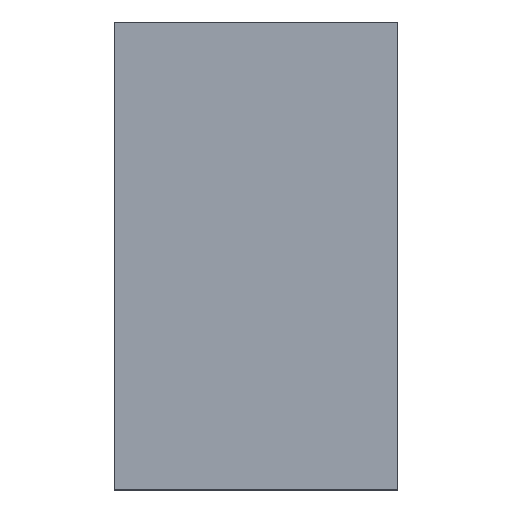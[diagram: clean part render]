
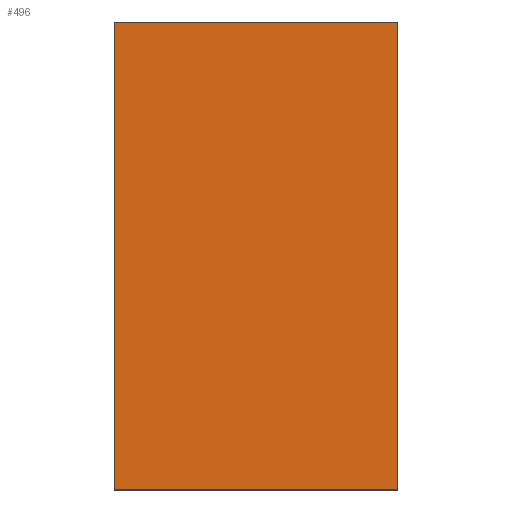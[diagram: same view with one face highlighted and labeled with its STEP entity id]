
A CAD part, left-side view. The second image highlights one B-rep face of the part: STEP entity #496.
In plain terms, the highlighted planar face has unit normal (-1, 0, 0).
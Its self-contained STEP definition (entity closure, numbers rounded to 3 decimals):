
#202=CARTESIAN_POINT('',(-13.0,-2.,6.6));
#203=VERTEX_POINT('',#202);
#228=CARTESIAN_POINT('',(-13.0,2.,6.6));
#229=VERTEX_POINT('',#228);
#236=CARTESIAN_POINT('',(-13.0,2.,6.6));
#237=DIRECTION('',(0.0,-1.0,0.0));
#238=VECTOR('',#237,4.0);
#239=LINE('',#236,#238);
#240=EDGE_CURVE('',#229,#203,#239,.T.);
#445=CARTESIAN_POINT('',(-13.0,-2.,0.0));
#446=VERTEX_POINT('',#445);
#453=CARTESIAN_POINT('',(-13.0,2.,0.0));
#454=VERTEX_POINT('',#453);
#455=CARTESIAN_POINT('',(-13.0,2.,0.0));
#456=DIRECTION('',(0.0,-1.0,0.0));
#457=VECTOR('',#456,4.0);
#458=LINE('',#455,#457);
#459=EDGE_CURVE('',#454,#446,#458,.T.);
#475=CARTESIAN_POINT('',(-13.0,2.,0.0));
#476=DIRECTION('',(-1.0,0.0,0.0));
#477=DIRECTION('',(0.0,0.0,1.0));
#478=AXIS2_PLACEMENT_3D('',#475,#476,#477);
#479=PLANE('',#478);
#480=CARTESIAN_POINT('',(-13.0,-2.,0.0));
#481=DIRECTION('',(0.0,0.0,1.0));
#482=VECTOR('',#481,6.6);
#483=LINE('',#480,#482);
#484=EDGE_CURVE('',#446,#203,#483,.T.);
#485=ORIENTED_EDGE('',*,*,#484,.T.);
#486=ORIENTED_EDGE('',*,*,#240,.F.);
#487=CARTESIAN_POINT('',(-13.0,2.,0.0));
#488=DIRECTION('',(0.0,0.0,1.0));
#489=VECTOR('',#488,6.6);
#490=LINE('',#487,#489);
#491=EDGE_CURVE('',#454,#229,#490,.T.);
#492=ORIENTED_EDGE('',*,*,#491,.F.);
#493=ORIENTED_EDGE('',*,*,#459,.T.);
#494=EDGE_LOOP('',(#485,#486,#492,#493));
#495=FACE_OUTER_BOUND('',#494,.T.);
#496=ADVANCED_FACE('',(#495),#479,.T.);
